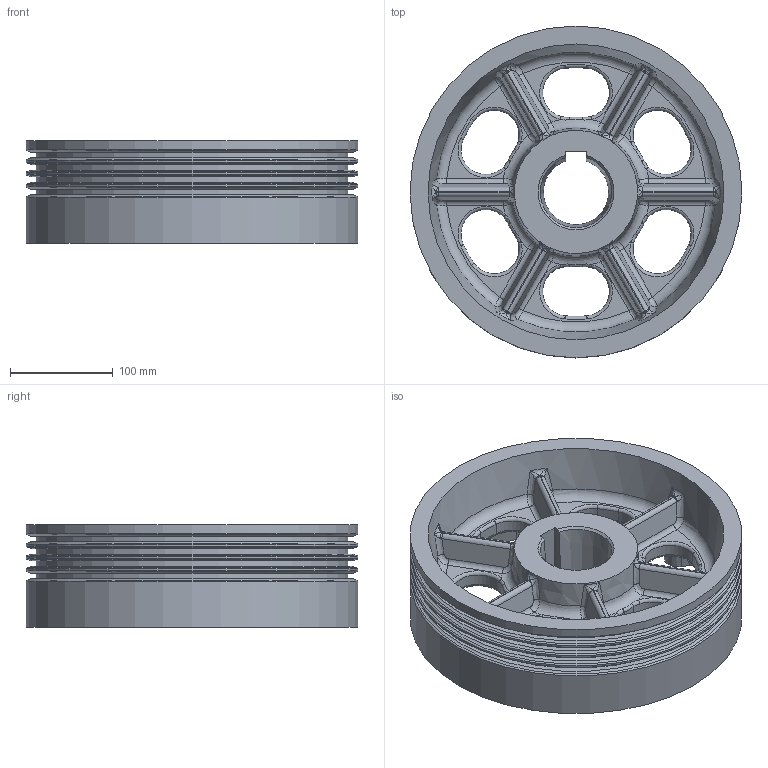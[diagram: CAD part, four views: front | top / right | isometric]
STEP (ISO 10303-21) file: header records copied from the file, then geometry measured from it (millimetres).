
FILE_DESCRIPTION (( 'STEP AP203' ), '1' );
FILE_NAME ('kvsh4.STEP', '2022-11-01T12:37:22', ( '' ), ( '' ), '', '', '' );
FILE_SCHEMA (( 'CONFIG_CONTROL_DESIGN' ));
Length unit declared in the file: millimetre
Products named in the file (1): kvsh4
Bounding box: 323 x 323 x 100 mm (x, y, z)
Volume: 3080920.1 mm3; surface area: 421380.7 mm2
Topology: 1 solids, 1 shells, 410 faces, 990 edges, 557 vertices
Faces by surface type: bspline 144, torus 101, cylinder 79, plane 52, cone 34
Full cylindrical faces by diameter (mm): 10.25 x8, 303 x4, 323 x5
Entity records: 18015 total; most frequent: CARTESIAN_POINT 9705, ORIENTED_EDGE 1804, DIRECTION 1596, EDGE_CURVE 902, AXIS2_PLACEMENT_3D 733, VERTEX_POINT 546, EDGE_LOOP 476, CIRCLE 466
